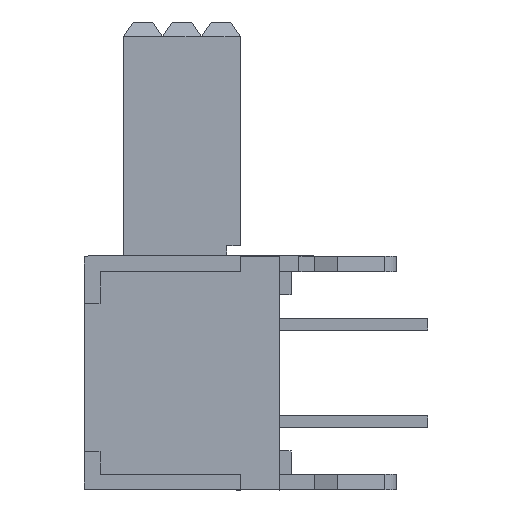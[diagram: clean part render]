
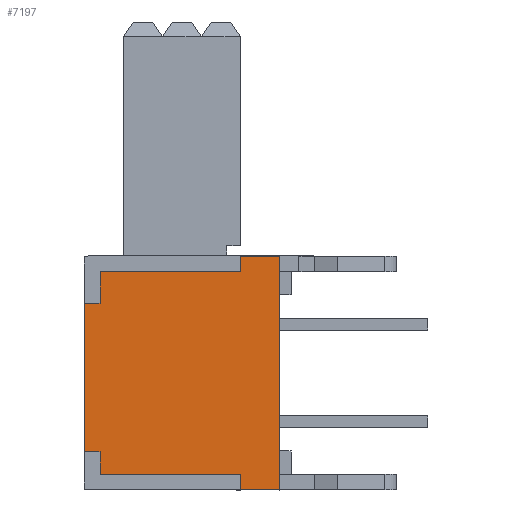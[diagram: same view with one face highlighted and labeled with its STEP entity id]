
A CAD part, left-side view. The second image highlights one B-rep face of the part: STEP entity #7197.
In plain terms, the highlighted planar face has unit normal (-1, 0, 0).
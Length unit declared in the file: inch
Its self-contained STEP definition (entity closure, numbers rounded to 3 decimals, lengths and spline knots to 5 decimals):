
#3074=CARTESIAN_POINT('',(-0.29331,-0.08858,0.11811));
#3075=VERTEX_POINT('',#3074);
#3082=CARTESIAN_POINT('',(-0.29331,-0.08858,-0.11811));
#3083=VERTEX_POINT('',#3082);
#3084=CARTESIAN_POINT('',(-0.29331,-0.08858,-0.11811));
#3085=DIRECTION('',(0.0,0.0,1.0));
#3086=VECTOR('',#3085,0.23622);
#3087=LINE('',#3084,#3086);
#3088=EDGE_CURVE('',#3083,#3075,#3087,.T.);
#3552=CARTESIAN_POINT('',(-0.29331,-0.04921,0.10236));
#3553=VERTEX_POINT('',#3552);
#3560=CARTESIAN_POINT('',(-0.29331,-0.04921,0.11811));
#3561=VERTEX_POINT('',#3560);
#3562=CARTESIAN_POINT('',(-0.29331,-0.04921,0.11811));
#3563=DIRECTION('',(0.0,0.0,-1.0));
#3564=VECTOR('',#3563,0.01575);
#3565=LINE('',#3562,#3564);
#3566=EDGE_CURVE('',#3561,#3553,#3565,.T.);
#3590=CARTESIAN_POINT('',(-0.29331,-0.04921,-0.10236));
#3591=VERTEX_POINT('',#3590);
#3606=CARTESIAN_POINT('',(-0.29331,-0.04921,-0.11811));
#3607=VERTEX_POINT('',#3606);
#3614=CARTESIAN_POINT('',(-0.29331,-0.04921,-0.10236));
#3615=DIRECTION('',(0.0,0.0,-1.0));
#3616=VECTOR('',#3615,0.01575);
#3617=LINE('',#3614,#3616);
#3618=EDGE_CURVE('',#3591,#3607,#3617,.T.);
#6152=CARTESIAN_POINT('',(-0.29331,-0.04921,-0.11811));
#6153=DIRECTION('',(0.0,-1.0,0.0));
#6154=VECTOR('',#6153,0.03937);
#6155=LINE('',#6152,#6154);
#6156=EDGE_CURVE('',#3607,#3083,#6155,.T.);
#6415=CARTESIAN_POINT('',(-0.29331,-0.04921,0.11811));
#6416=DIRECTION('',(0.0,-1.0,0.0));
#6417=VECTOR('',#6416,0.03937);
#6418=LINE('',#6415,#6417);
#6419=EDGE_CURVE('',#3561,#3075,#6418,.T.);
#6860=CARTESIAN_POINT('',(-0.29331,0.09252,0.07022));
#6861=VERTEX_POINT('',#6860);
#6868=CARTESIAN_POINT('',(-0.29331,0.09252,0.10236));
#6869=VERTEX_POINT('',#6868);
#6870=CARTESIAN_POINT('',(-0.29331,0.09252,0.10236));
#6871=DIRECTION('',(0.0,0.0,-1.0));
#6872=VECTOR('',#6871,0.03215);
#6873=LINE('',#6870,#6872);
#6874=EDGE_CURVE('',#6869,#6861,#6873,.T.);
#6909=CARTESIAN_POINT('',(-0.29331,0.10827,-0.07742));
#6910=VERTEX_POINT('',#6909);
#6917=CARTESIAN_POINT('',(-0.29331,0.10827,0.06825));
#6918=VERTEX_POINT('',#6917);
#6919=CARTESIAN_POINT('',(-0.29331,0.10827,0.06825));
#6920=DIRECTION('',(0.0,0.0,-1.0));
#6921=VECTOR('',#6920,0.14567);
#6922=LINE('',#6919,#6921);
#6923=EDGE_CURVE('',#6918,#6910,#6922,.T.);
#7017=CARTESIAN_POINT('',(-0.29331,0.09252,-0.10236));
#7018=VERTEX_POINT('',#7017);
#7025=CARTESIAN_POINT('',(-0.29331,0.09252,-0.07939));
#7026=VERTEX_POINT('',#7025);
#7027=CARTESIAN_POINT('',(-0.29331,0.09252,-0.07939));
#7028=DIRECTION('',(0.0,0.0,-1.0));
#7029=VECTOR('',#7028,0.02297);
#7030=LINE('',#7027,#7029);
#7031=EDGE_CURVE('',#7026,#7018,#7030,.T.);
#7050=CARTESIAN_POINT('',(-0.29331,0.09252,-0.10236));
#7051=DIRECTION('',(0.0,-1.0,0.0));
#7052=VECTOR('',#7051,0.14173);
#7053=LINE('',#7050,#7052);
#7054=EDGE_CURVE('',#7018,#3591,#7053,.T.);
#7068=CARTESIAN_POINT('',(-0.29331,-0.04921,0.10236));
#7069=DIRECTION('',(0.0,1.0,0.0));
#7070=VECTOR('',#7069,0.14173);
#7071=LINE('',#7068,#7070);
#7072=EDGE_CURVE('',#3553,#6869,#7071,.T.);
#7085=CARTESIAN_POINT('',(-0.29331,0.1063,0.07022));
#7086=VERTEX_POINT('',#7085);
#7087=CARTESIAN_POINT('',(-0.29331,0.1063,0.06825));
#7088=DIRECTION('',(-1.0,0.0,0.0));
#7089=DIRECTION('',(0.0,1.0,0.0));
#7090=AXIS2_PLACEMENT_3D('',#7087,#7088,#7089);
#7091=CIRCLE('',#7090,0.00197);
#7092=EDGE_CURVE('',#7086,#6918,#7091,.T.);
#7110=CARTESIAN_POINT('',(-0.29331,0.1063,-0.07939));
#7111=VERTEX_POINT('',#7110);
#7112=CARTESIAN_POINT('',(-0.29331,0.1063,-0.07742));
#7113=DIRECTION('',(-1.0,0.0,0.0));
#7114=DIRECTION('',(0.0,0.0,-1.0));
#7115=AXIS2_PLACEMENT_3D('',#7112,#7113,#7114);
#7116=CIRCLE('',#7115,0.00197);
#7117=EDGE_CURVE('',#6910,#7111,#7116,.T.);
#7135=CARTESIAN_POINT('',(-0.29331,0.1063,-0.07939));
#7136=DIRECTION('',(0.0,-1.0,0.0));
#7137=VECTOR('',#7136,0.01378);
#7138=LINE('',#7135,#7137);
#7139=EDGE_CURVE('',#7111,#7026,#7138,.T.);
#7158=CARTESIAN_POINT('',(-0.29331,0.09252,0.07022));
#7159=DIRECTION('',(0.0,1.0,0.0));
#7160=VECTOR('',#7159,0.01378);
#7161=LINE('',#7158,#7160);
#7162=EDGE_CURVE('',#6861,#7086,#7161,.T.);
#7176=CARTESIAN_POINT('',(-0.29331,-0.09843,0.12992));
#7177=DIRECTION('',(1.0,0.0,0.0));
#7178=DIRECTION('',(0.0,0.0,-1.0));
#7179=AXIS2_PLACEMENT_3D('',#7176,#7177,#7178);
#7180=PLANE('',#7179);
#7181=ORIENTED_EDGE('',*,*,#7092,.T.);
#7182=ORIENTED_EDGE('',*,*,#6923,.T.);
#7183=ORIENTED_EDGE('',*,*,#7117,.T.);
#7184=ORIENTED_EDGE('',*,*,#7139,.T.);
#7185=ORIENTED_EDGE('',*,*,#7031,.T.);
#7186=ORIENTED_EDGE('',*,*,#7054,.T.);
#7187=ORIENTED_EDGE('',*,*,#3618,.T.);
#7188=ORIENTED_EDGE('',*,*,#6156,.T.);
#7189=ORIENTED_EDGE('',*,*,#3088,.T.);
#7190=ORIENTED_EDGE('',*,*,#6419,.F.);
#7191=ORIENTED_EDGE('',*,*,#3566,.T.);
#7192=ORIENTED_EDGE('',*,*,#7072,.T.);
#7193=ORIENTED_EDGE('',*,*,#6874,.T.);
#7194=ORIENTED_EDGE('',*,*,#7162,.T.);
#7195=EDGE_LOOP('',(#7181,#7182,#7183,#7184,#7185,#7186,#7187,#7188,#7189,#7190,#7191,#7192,#7193,#7194));
#7196=FACE_OUTER_BOUND('',#7195,.T.);
#7197=ADVANCED_FACE('',(#7196),#7180,.F.);
